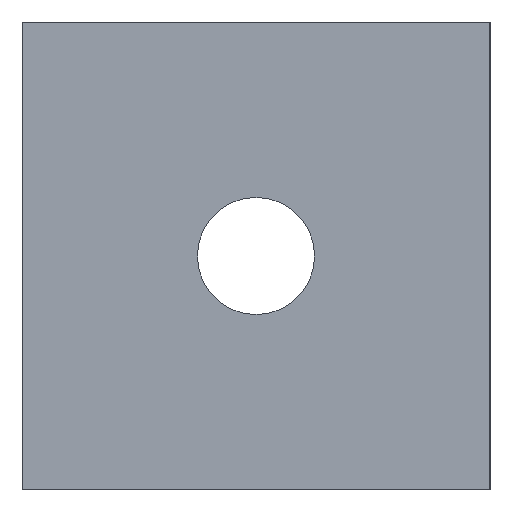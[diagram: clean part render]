
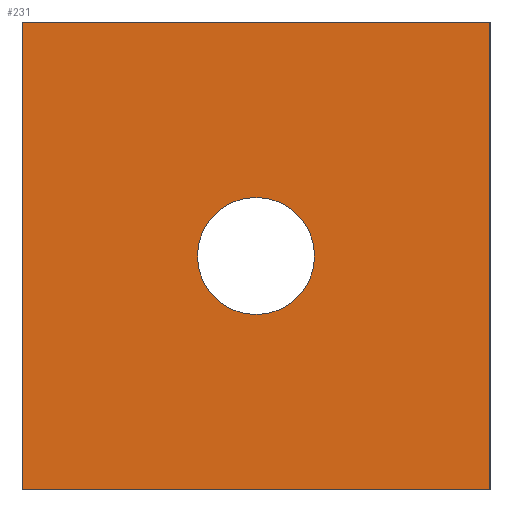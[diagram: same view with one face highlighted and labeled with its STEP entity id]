
A CAD part, left-side view. The second image highlights one B-rep face of the part: STEP entity #231.
In plain terms, the highlighted planar face has unit normal (-1, 0, 0).
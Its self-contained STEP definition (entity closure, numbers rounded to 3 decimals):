
#17=FACE_BOUND('',#47,.T.);
#19=CIRCLE('',#255,1.75);
#32=FACE_OUTER_BOUND('',#46,.T.);
#46=EDGE_LOOP('',(#202,#203,#204,#205));
#47=EDGE_LOOP('',(#206));
#68=LINE('',#368,#95);
#70=LINE('',#372,#97);
#72=LINE('',#376,#99);
#74=LINE('',#379,#101);
#95=VECTOR('',#305,10.);
#97=VECTOR('',#309,10.);
#99=VECTOR('',#313,10.);
#101=VECTOR('',#317,10.);
#115=VERTEX_POINT('',#361);
#116=VERTEX_POINT('',#365);
#117=VERTEX_POINT('',#367);
#118=VERTEX_POINT('',#371);
#119=VERTEX_POINT('',#375);
#139=EDGE_CURVE('',#115,#115,#19,.T.);
#142=EDGE_CURVE('',#117,#116,#68,.T.);
#144=EDGE_CURVE('',#118,#117,#70,.T.);
#146=EDGE_CURVE('',#119,#118,#72,.T.);
#148=EDGE_CURVE('',#116,#119,#74,.T.);
#202=ORIENTED_EDGE('',*,*,#148,.T.);
#203=ORIENTED_EDGE('',*,*,#146,.T.);
#204=ORIENTED_EDGE('',*,*,#144,.T.);
#205=ORIENTED_EDGE('',*,*,#142,.T.);
#206=ORIENTED_EDGE('',*,*,#139,.T.);
#218=PLANE('',#260);
#231=ADVANCED_FACE('',(#32,#17),#218,.T.);
#255=AXIS2_PLACEMENT_3D('',#362,#299,#300);
#260=AXIS2_PLACEMENT_3D('',#380,#318,#319);
#299=DIRECTION('center_axis',(1.,0.,0.));
#300=DIRECTION('ref_axis',(0.,-1.,0.));
#305=DIRECTION('',(0.,-1.,0.));
#309=DIRECTION('',(0.,0.,-1.));
#313=DIRECTION('',(0.,1.,0.));
#317=DIRECTION('',(0.,0.,1.));
#318=DIRECTION('center_axis',(-1.,0.,0.));
#319=DIRECTION('ref_axis',(0.,-1.,0.));
#361=CARTESIAN_POINT('',(-10.,71.865,10.));
#362=CARTESIAN_POINT('Origin',(-10.,70.115,10.));
#365=CARTESIAN_POINT('',(-10.,63.115,3.));
#367=CARTESIAN_POINT('',(-10.,77.115,3.));
#368=CARTESIAN_POINT('',(-10.,77.115,3.));
#371=CARTESIAN_POINT('',(-10.,77.115,17.));
#372=CARTESIAN_POINT('',(-10.,77.115,17.));
#375=CARTESIAN_POINT('',(-10.,63.115,17.));
#376=CARTESIAN_POINT('',(-10.,63.115,17.));
#379=CARTESIAN_POINT('',(-10.,63.115,3.));
#380=CARTESIAN_POINT('Origin',(-10.,70.115,10.));
